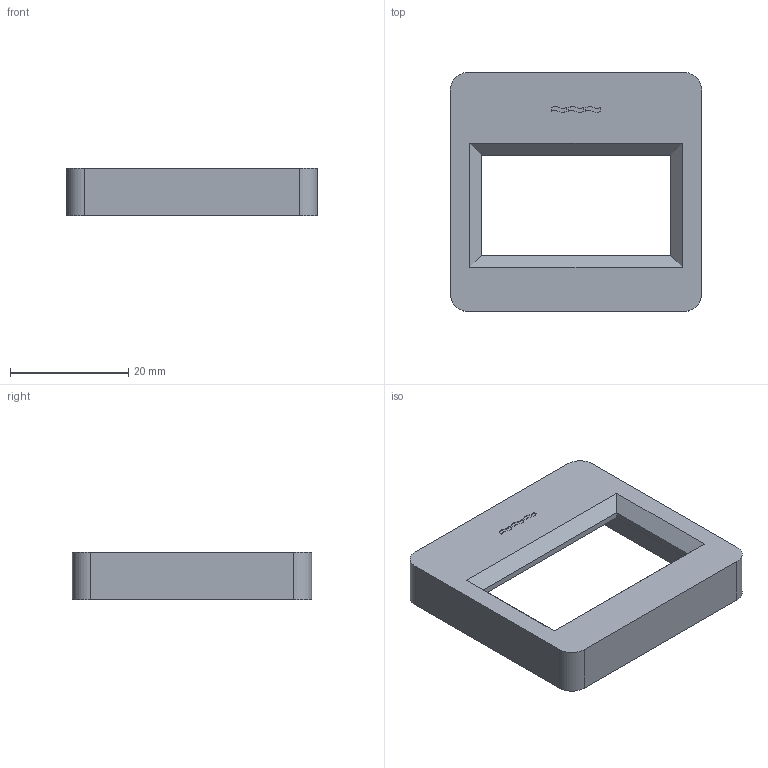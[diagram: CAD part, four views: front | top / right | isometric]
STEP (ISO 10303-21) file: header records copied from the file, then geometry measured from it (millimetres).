
FILE_DESCRIPTION (( 'STEP AP214' ), '1' );
FILE_NAME ('màn hình arm_ko mic.STEP', '2025-08-07T04:47:25', ( '' ), ( '' ), 'SwSTEP 2.0', 'SolidWorks 2022', '' );
FILE_SCHEMA (( 'AUTOMOTIVE_DESIGN' ));
Length unit declared in the file: millimetre
Products named in the file (1): m跣 h髶h arm_ko mic
Bounding box: 42.5 x 40.5 x 8 mm (x, y, z)
Volume: 5917.1 mm3; surface area: 4513.6 mm2
Topology: 1 solids, 1 shells, 71 faces, 191 edges, 126 vertices
Faces by surface type: plane 40, bspline 27, cylinder 4
Entity records: 3065 total; most frequent: CARTESIAN_POINT 1424, ORIENTED_EDGE 382, DIRECTION 235, EDGE_CURVE 191, VECTOR 129, LINE 129, VERTEX_POINT 126, EDGE_LOOP 77
